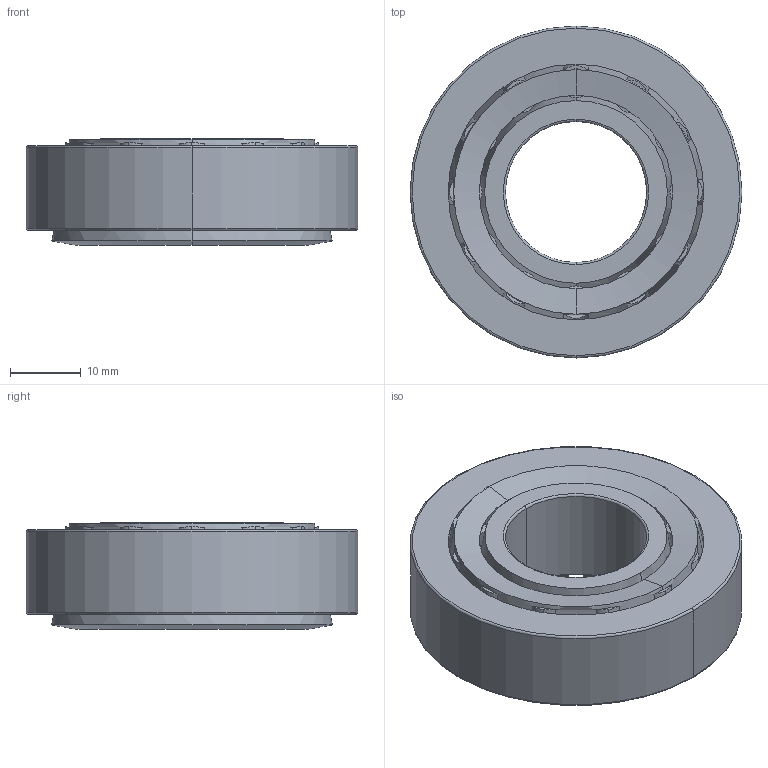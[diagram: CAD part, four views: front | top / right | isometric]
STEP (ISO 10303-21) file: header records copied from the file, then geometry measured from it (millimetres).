
FILE_DESCRIPTION (( 'STEP AP203' ), '1' );
FILE_NAME ('Bearing 30204.STEP', '2019-10-20T06:13:55', ( '' ), ( '' ), 'SwSTEP 2.0', 'SolidWorks 2019', '' );
FILE_SCHEMA (( 'CONFIG_CONTROL_DESIGN' ));
Length unit declared in the file: millimetre
Products named in the file (1): Bearing 30204
Bounding box: 47 x 47 x 15.14 mm (x, y, z)
Volume: 17211.2 mm3; surface area: 14199.1 mm2
Topology: 15 solids, 15 shells, 124 faces, 284 edges, 184 vertices
Faces by surface type: cylinder 52, plane 52, cone 12, torus 8
Entity records: 3837 total; most frequent: CARTESIAN_POINT 1049, ORIENTED_EDGE 568, DIRECTION 566, EDGE_CURVE 284, AXIS2_PLACEMENT_3D 261, VERTEX_POINT 184, EDGE_LOOP 148, CIRCLE 136
